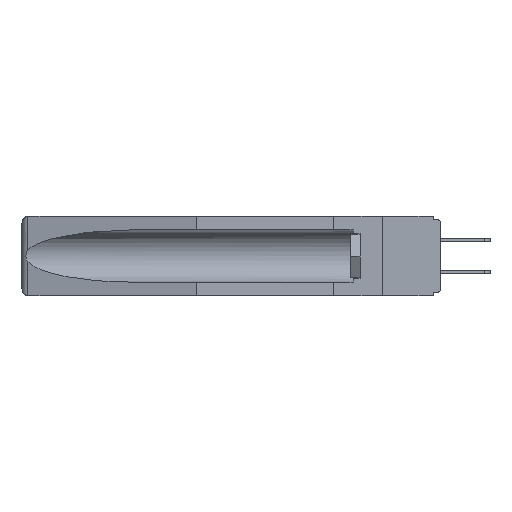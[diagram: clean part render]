
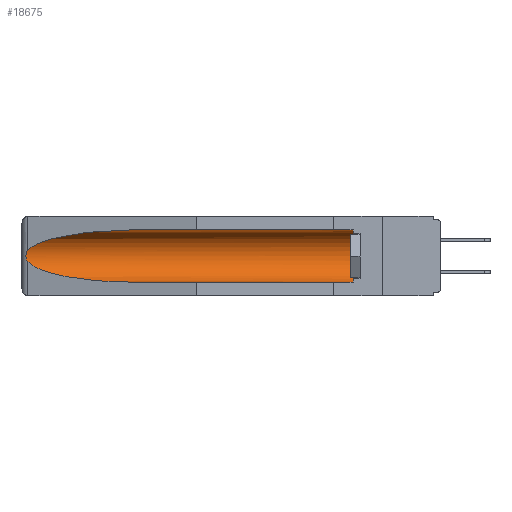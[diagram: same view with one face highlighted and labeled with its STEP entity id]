
A CAD part, left-side view. The second image highlights one B-rep face of the part: STEP entity #18675.
In plain terms, the highlighted cylindrical face has radius 2.857 mm (diameter 5.715 mm), a partial arc.
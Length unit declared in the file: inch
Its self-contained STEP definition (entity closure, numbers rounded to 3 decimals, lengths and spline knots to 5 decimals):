
#201 = CARTESIAN_POINT ( 'NONE',  ( 0.155, 1.07973, -0.059 ) ) ;
#507 = VERTEX_POINT ( 'NONE', #6703 ) ;
#1169 = LINE ( 'NONE', #16001, #3246 ) ;
#1307 = VECTOR ( 'NONE', #4686, 39.37008 ) ;
#1559 = DIRECTION ( 'NONE',  ( 0., 0., 1. ) ) ;
#1937 = CARTESIAN_POINT ( 'NONE',  ( 0.2675, 1.53308, -0.17534 ) ) ;
#1999 = CARTESIAN_POINT ( 'NONE',  ( 0.21114, 1.30732, -0.284 ) ) ;
#2906 = DIRECTION ( 'NONE',  ( 0., -1., 0. ) ) ;
#2981 = ORIENTED_EDGE ( 'NONE', *, *, #14696, .T. ) ;
#3190 = CARTESIAN_POINT ( 'NONE',  ( 0.155, -0.30754, -0.284 ) ) ;
#3246 = VECTOR ( 'NONE', #12874, 39.37008 ) ;
#3508 = CARTESIAN_POINT ( 'NONE',  ( 0.26537, 1.52718, -0.19328 ) ) ;
#3820 = VERTEX_POINT ( 'NONE', #18570 ) ;
#4337 = EDGE_CURVE ( 'NONE', #11667, #4458, #13068, .T. ) ;
#4343 = EDGE_CURVE ( 'NONE', #4458, #5014, #9988, .T. ) ;
#4458 = VERTEX_POINT ( 'NONE', #16445 ) ;
#4641 = AXIS2_PLACEMENT_3D ( 'NONE', #10357, #2906, #1559 ) ;
#4686 = DIRECTION ( 'NONE',  ( 0., 1., 0. ) ) ;
#4807 = AXIS2_PLACEMENT_3D ( 'NONE', #9127, #7790, #12225 ) ;
#4991 = CARTESIAN_POINT ( 'NONE',  ( 0.25451, 1.48313, -0.24835 ) ) ;
#5014 = VERTEX_POINT ( 'NONE', #15473 ) ;
#5067 = CARTESIAN_POINT ( 'NONE',  ( 0.26537, 1.52718, -0.14972 ) ) ;
#5246 = LINE ( 'NONE', #3190, #1307 ) ;
#6481 = FACE_OUTER_BOUND ( 'NONE', #12100, .T. ) ;
#6703 = CARTESIAN_POINT ( 'NONE',  ( 0.155, 1.07973, -0.059 ) ) ;
#7000 = ORIENTED_EDGE ( 'NONE', *, *, #16171, .T. ) ;
#7650 = CARTESIAN_POINT ( 'NONE',  ( 0.155, 0.126, -0.284 ) ) ;
#7790 = DIRECTION ( 'NONE',  ( 0., 1., 0. ) ) ;
#8515 = ORIENTED_EDGE ( 'NONE', *, *, #18505, .F. ) ;
#8805 = CARTESIAN_POINT ( 'NONE',  ( 0.25451, 1.48313, -0.09465 ) ) ;
#9127 = CARTESIAN_POINT ( 'NONE',  ( 0.155, -0.30754, -0.1715 ) ) ;
#9246 = CARTESIAN_POINT ( 'NONE',  ( 0.2675, 1.53308, -0.16763 ) ) ;
#9439 = CARTESIAN_POINT ( 'NONE',  ( 0.2673, 1.5327, -0.16383 ) ) ;
#9514 = CARTESIAN_POINT ( 'NONE',  ( 0.26597, 1.5296, -0.19026 ) ) ;
#9988 =( BOUNDED_CURVE ( )  B_SPLINE_CURVE ( 3, ( #3508, #4991, #1999, #10940 ),
 .UNSPECIFIED., .F., .F. ) 
 B_SPLINE_CURVE_WITH_KNOTS ( ( 4, 4 ),
 ( 0.1948, 1.5708 ),
 .UNSPECIFIED. ) 
 CURVE ( )  GEOMETRIC_REPRESENTATION_ITEM ( )  RATIONAL_B_SPLINE_CURVE ( ( 1., 0.848, 0.848, 1. ) ) 
 REPRESENTATION_ITEM ( '' )  );
#9991 = ORIENTED_EDGE ( 'NONE', *, *, #4343, .T. ) ;
#10357 = CARTESIAN_POINT ( 'NONE',  ( 0.155, 0.126, -0.1715 ) ) ;
#10940 = CARTESIAN_POINT ( 'NONE',  ( 0.155, 1.07973, -0.284 ) ) ;
#11267 = ORIENTED_EDGE ( 'NONE', *, *, #15420, .T. ) ;
#11667 = VERTEX_POINT ( 'NONE', #5067 ) ;
#12100 = EDGE_LOOP ( 'NONE', ( #7000, #16232, #9991, #8515, #2981, #11267 ) ) ;
#12212 = CARTESIAN_POINT ( 'NONE',  ( 0.26537, 1.52718, -0.19328 ) ) ;
#12225 = DIRECTION ( 'NONE',  ( 0., 0., 1. ) ) ;
#12709 = CIRCLE ( 'NONE', #4641, 0.1125 ) ;
#12874 = DIRECTION ( 'NONE',  ( 0., 1., 0. ) ) ;
#13068 = B_SPLINE_CURVE_WITH_KNOTS ( 'NONE', 3,
 ( #16630, #13901, #15291, #9439, #9246, #1937, #18164, #18290, #9514, #12212 ),
 .UNSPECIFIED., .F., .F.,
 ( 4, 2, 2, 2, 4 ),
 ( 0., 0.00029, 0.00058, 0.00087, 0.00117 ),
 .UNSPECIFIED. ) ;
#13268 = CARTESIAN_POINT ( 'NONE',  ( 0.21114, 1.30732, -0.059 ) ) ;
#13333 = CARTESIAN_POINT ( 'NONE',  ( 0.26537, 1.52718, -0.14972 ) ) ;
#13613 = CYLINDRICAL_SURFACE ( 'NONE', #4807, 0.1125 ) ;
#13901 = CARTESIAN_POINT ( 'NONE',  ( 0.26597, 1.52961, -0.15275 ) ) ;
#14696 = EDGE_CURVE ( 'NONE', #16200, #3820, #12709, .T. ) ;
#15291 = CARTESIAN_POINT ( 'NONE',  ( 0.26654, 1.53092, -0.15636 ) ) ;
#15420 = EDGE_CURVE ( 'NONE', #3820, #507, #1169, .T. ) ;
#15473 = CARTESIAN_POINT ( 'NONE',  ( 0.155, 1.07973, -0.284 ) ) ;
#16001 = CARTESIAN_POINT ( 'NONE',  ( 0.155, -0.30754, -0.059 ) ) ;
#16171 = EDGE_CURVE ( 'NONE', #507, #11667, #16207, .T. ) ;
#16200 = VERTEX_POINT ( 'NONE', #7650 ) ;
#16207 =( BOUNDED_CURVE ( )  B_SPLINE_CURVE ( 3, ( #201, #13268, #8805, #13333 ),
 .UNSPECIFIED., .F., .F. ) 
 B_SPLINE_CURVE_WITH_KNOTS ( ( 4, 4 ),
 ( 4.71239, 6.08839 ),
 .UNSPECIFIED. ) 
 CURVE ( )  GEOMETRIC_REPRESENTATION_ITEM ( )  RATIONAL_B_SPLINE_CURVE ( ( 1., 0.848, 0.848, 1. ) ) 
 REPRESENTATION_ITEM ( '' )  );
#16232 = ORIENTED_EDGE ( 'NONE', *, *, #4337, .T. ) ;
#16445 = CARTESIAN_POINT ( 'NONE',  ( 0.26537, 1.52718, -0.19328 ) ) ;
#16630 = CARTESIAN_POINT ( 'NONE',  ( 0.26537, 1.52718, -0.14972 ) ) ;
#18164 = CARTESIAN_POINT ( 'NONE',  ( 0.2673, 1.53269, -0.17917 ) ) ;
#18290 = CARTESIAN_POINT ( 'NONE',  ( 0.26655, 1.53094, -0.18657 ) ) ;
#18505 = EDGE_CURVE ( 'NONE', #16200, #5014, #5246, .T. ) ;
#18570 = CARTESIAN_POINT ( 'NONE',  ( 0.155, 0.126, -0.059 ) ) ;
#18675 = ADVANCED_FACE ( 'NONE', ( #6481 ), #13613, .F. ) ;
